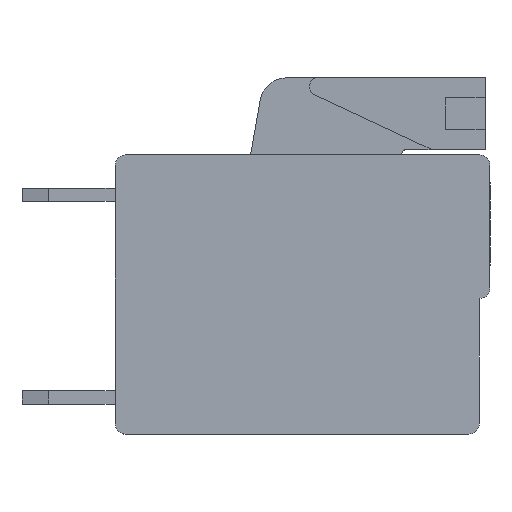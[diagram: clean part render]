
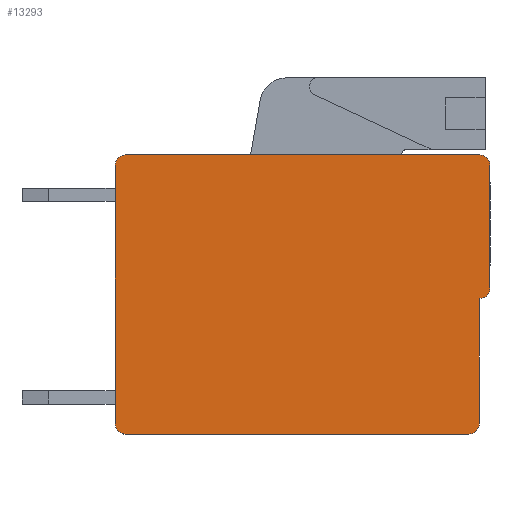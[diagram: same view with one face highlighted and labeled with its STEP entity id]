
A CAD part, front view. The second image highlights one B-rep face of the part: STEP entity #13293.
In plain terms, the highlighted planar face has unit normal (0, -1, 0).
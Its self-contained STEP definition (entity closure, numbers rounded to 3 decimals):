
#2181=DIRECTION('',(0.,0.,1.));
#2182=VECTOR('',#2181,4.6);
#2183=CARTESIAN_POINT('',(17.6,-45.72,-7.9));
#2184=LINE('',#2183,#2182);
#2845=DIRECTION('',(0.,0.,1.));
#2846=VECTOR('',#2845,4.7);
#2847=CARTESIAN_POINT('',(17.2,-45.72,-13.));
#2848=LINE('',#2847,#2846);
#2913=DIRECTION('',(1.,0.,0.));
#2914=VECTOR('',#2913,12.9);
#2915=CARTESIAN_POINT('',(3.9,-45.72,-13.4));
#2916=LINE('',#2915,#2914);
#4577=CARTESIAN_POINT('',(3.9,-45.72,-13.));
#4578=DIRECTION('',(0.,1.,0.));
#4579=DIRECTION('',(0.,0.,-1.));
#4580=AXIS2_PLACEMENT_3D('',#4577,#4578,#4579);
#4582=DIRECTION('',(0.,0.,1.));
#4583=VECTOR('',#4582,9.7);
#4584=CARTESIAN_POINT('',(3.5,-45.72,-13.));
#4585=LINE('',#4584,#4583);
#4586=CARTESIAN_POINT('',(3.9,-45.72,-3.3));
#4587=DIRECTION('',(0.,1.,0.));
#4588=DIRECTION('',(-1.,0.,0.));
#4589=AXIS2_PLACEMENT_3D('',#4586,#4587,#4588);
#4591=DIRECTION('',(1.,0.,0.));
#4592=VECTOR('',#4591,13.3);
#4593=CARTESIAN_POINT('',(3.9,-45.72,-2.9));
#4594=LINE('',#4593,#4592);
#4595=CARTESIAN_POINT('',(17.2,-45.72,-3.3));
#4596=DIRECTION('',(0.,1.,0.));
#4597=DIRECTION('',(0.,0.,1.));
#4598=AXIS2_PLACEMENT_3D('',#4595,#4596,#4597);
#4600=CARTESIAN_POINT('',(17.2,-45.72,-7.9));
#4601=DIRECTION('',(0.,1.,0.));
#4602=DIRECTION('',(1.,0.,0.));
#4603=AXIS2_PLACEMENT_3D('',#4600,#4601,#4602);
#4605=CARTESIAN_POINT('',(16.8,-45.72,-13.));
#4606=DIRECTION('',(0.,1.,0.));
#4607=DIRECTION('',(1.,0.,0.));
#4608=AXIS2_PLACEMENT_3D('',#4605,#4606,#4607);
#6210=CARTESIAN_POINT('',(3.9,-45.72,-2.9));
#6211=CARTESIAN_POINT('',(17.2,-45.72,-2.9));
#6212=VERTEX_POINT('',#6210);
#6213=VERTEX_POINT('',#6211);
#6274=CARTESIAN_POINT('',(3.5,-45.72,-13.));
#6275=CARTESIAN_POINT('',(3.5,-45.72,-3.3));
#6276=VERTEX_POINT('',#6274);
#6277=VERTEX_POINT('',#6275);
#6294=CARTESIAN_POINT('',(3.9,-45.72,-13.4));
#6295=VERTEX_POINT('',#6294);
#6296=CARTESIAN_POINT('',(17.6,-45.72,-3.3));
#6297=VERTEX_POINT('',#6296);
#6298=CARTESIAN_POINT('',(17.6,-45.72,-7.9));
#6299=VERTEX_POINT('',#6298);
#6300=CARTESIAN_POINT('',(17.2,-45.72,-8.3));
#6301=VERTEX_POINT('',#6300);
#6302=CARTESIAN_POINT('',(17.2,-45.72,-13.));
#6303=VERTEX_POINT('',#6302);
#6304=CARTESIAN_POINT('',(16.8,-45.72,-13.4));
#6305=VERTEX_POINT('',#6304);
#13276=CARTESIAN_POINT('',(10.55,-45.72,-8.15));
#13277=DIRECTION('',(0.,1.,0.));
#13278=DIRECTION('',(1.,0.,0.));
#13279=AXIS2_PLACEMENT_3D('',#13276,#13277,#13278);
#13280=PLANE('',#13279);
#13281=ORIENTED_EDGE('',*,*,#10909,.T.);
#13282=ORIENTED_EDGE('',*,*,#10954,.T.);
#13283=ORIENTED_EDGE('',*,*,#13247,.T.);
#13284=ORIENTED_EDGE('',*,*,#6783,.T.);
#13285=ORIENTED_EDGE('',*,*,#9517,.T.);
#13286=ORIENTED_EDGE('',*,*,#9559,.F.);
#13287=ORIENTED_EDGE('',*,*,#10755,.T.);
#13288=ORIENTED_EDGE('',*,*,#10782,.F.);
#13289=ORIENTED_EDGE('',*,*,#10817,.T.);
#13290=ORIENTED_EDGE('',*,*,#10862,.F.);
#13291=EDGE_LOOP('',(#13281,#13282,#13283,#13284,#13285,#13286,#13287,#13288,
#13289,#13290));
#13292=FACE_OUTER_BOUND('',#13291,.F.);
#4581=CIRCLE('',#4580,0.4);
#4590=CIRCLE('',#4589,0.4);
#4599=CIRCLE('',#4598,0.4);
#4604=CIRCLE('',#4603,0.4);
#4609=CIRCLE('',#4608,0.4);
#6783=EDGE_CURVE('',#6212,#6213,#4594,.T.);
#9517=EDGE_CURVE('',#6213,#6297,#4599,.T.);
#9559=EDGE_CURVE('',#6299,#6297,#2184,.T.);
#10755=EDGE_CURVE('',#6299,#6301,#4604,.T.);
#10782=EDGE_CURVE('',#6303,#6301,#2848,.T.);
#10817=EDGE_CURVE('',#6303,#6305,#4609,.T.);
#10862=EDGE_CURVE('',#6295,#6305,#2916,.T.);
#10909=EDGE_CURVE('',#6295,#6276,#4581,.T.);
#10954=EDGE_CURVE('',#6276,#6277,#4585,.T.);
#13247=EDGE_CURVE('',#6277,#6212,#4590,.T.);
#13293=ADVANCED_FACE('',(#13292),#13280,.F.);
